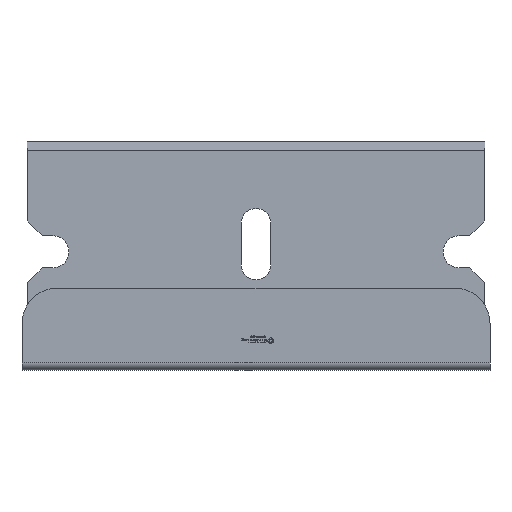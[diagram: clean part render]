
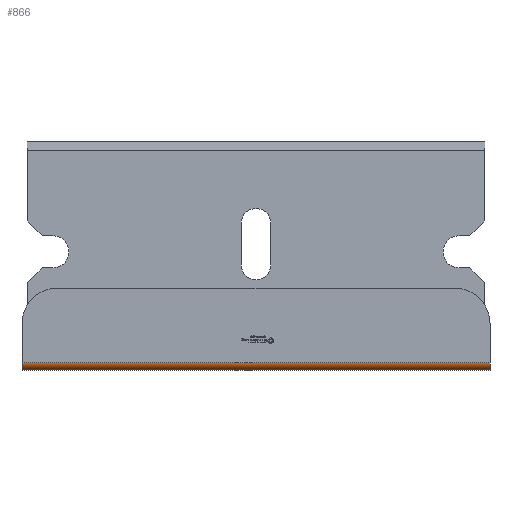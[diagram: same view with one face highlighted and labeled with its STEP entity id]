
A CAD part, top view. The second image highlights one B-rep face of the part: STEP entity #866.
In plain terms, the highlighted cylindrical face has radius 0.6 mm (diameter 1.2 mm), a partial arc.
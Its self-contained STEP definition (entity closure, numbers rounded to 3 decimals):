
#44 = PLANE('',#45);
#45 = AXIS2_PLACEMENT_3D('',#46,#47,#48);
#46 = CARTESIAN_POINT('',(19.7,-15.3,-0.625));
#47 = DIRECTION('',(1.,0.,0.));
#48 = DIRECTION('',(0.,-1.,0.));
#100 = PLANE('',#101);
#101 = AXIS2_PLACEMENT_3D('',#102,#103,#104);
#102 = CARTESIAN_POINT('',(-19.7,-15.3,-0.625));
#103 = DIRECTION('',(1.,0.,0.));
#104 = DIRECTION('',(0.,-1.,0.));
#210 = VERTEX_POINT('',#211);
#211 = CARTESIAN_POINT('',(19.7,-19.2,0.025));
#225 = PLANE('',#226);
#226 = AXIS2_PLACEMENT_3D('',#227,#228,#229);
#227 = CARTESIAN_POINT('',(19.7,-19.2,-0.625));
#228 = DIRECTION('',(0.,-1.,0.));
#229 = DIRECTION('',(-1.,0.,0.));
#288 = VERTEX_POINT('',#289);
#289 = CARTESIAN_POINT('',(19.7,-18.6,0.625));
#303 = PLANE('',#304);
#304 = AXIS2_PLACEMENT_3D('',#305,#306,#307);
#305 = CARTESIAN_POINT('',(0.,-15.87,0.625));
#306 = DIRECTION('',(-0.,-0.,-1.));
#307 = DIRECTION('',(-1.,0.,0.));
#315 = EDGE_CURVE('',#288,#210,#316,.T.);
#316 = SURFACE_CURVE('',#317,(#322,#329),.PCURVE_S1.);
#317 = CIRCLE('',#318,0.6);
#318 = AXIS2_PLACEMENT_3D('',#319,#320,#321);
#319 = CARTESIAN_POINT('',(19.7,-18.6,0.025));
#320 = DIRECTION('',(1.,-0.,0.));
#321 = DIRECTION('',(0.,0.,-1.));
#322 = PCURVE('',#44,#323);
#323 = DEFINITIONAL_REPRESENTATION('',(#324),#328);
#324 = CIRCLE('',#325,0.6);
#325 = AXIS2_PLACEMENT_2D('',#326,#327);
#326 = CARTESIAN_POINT('',(3.3,-0.65));
#327 = DIRECTION('',(0.,1.));
#328 = ( GEOMETRIC_REPRESENTATION_CONTEXT(2) 
PARAMETRIC_REPRESENTATION_CONTEXT() REPRESENTATION_CONTEXT('2D SPACE',''
  ) );
#329 = PCURVE('',#330,#335);
#330 = CYLINDRICAL_SURFACE('',#331,0.6);
#331 = AXIS2_PLACEMENT_3D('',#332,#333,#334);
#332 = CARTESIAN_POINT('',(19.7,-18.6,0.025));
#333 = DIRECTION('',(-1.,0.,0.));
#334 = DIRECTION('',(0.,0.,1.));
#335 = DEFINITIONAL_REPRESENTATION('',(#336),#340);
#336 = LINE('',#337,#338);
#337 = CARTESIAN_POINT('',(3.142,-0.));
#338 = VECTOR('',#339,1.);
#339 = DIRECTION('',(-1.,0.));
#340 = ( GEOMETRIC_REPRESENTATION_CONTEXT(2) 
PARAMETRIC_REPRESENTATION_CONTEXT() REPRESENTATION_CONTEXT('2D SPACE',''
  ) );
#568 = VERTEX_POINT('',#569);
#569 = CARTESIAN_POINT('',(-19.7,-19.2,0.025));
#616 = VERTEX_POINT('',#617);
#617 = CARTESIAN_POINT('',(-19.7,-18.6,0.625));
#638 = EDGE_CURVE('',#616,#568,#639,.T.);
#639 = SURFACE_CURVE('',#640,(#645,#652),.PCURVE_S1.);
#640 = CIRCLE('',#641,0.6);
#641 = AXIS2_PLACEMENT_3D('',#642,#643,#644);
#642 = CARTESIAN_POINT('',(-19.7,-18.6,0.025));
#643 = DIRECTION('',(1.,-0.,0.));
#644 = DIRECTION('',(0.,0.,-1.));
#645 = PCURVE('',#100,#646);
#646 = DEFINITIONAL_REPRESENTATION('',(#647),#651);
#647 = CIRCLE('',#648,0.6);
#648 = AXIS2_PLACEMENT_2D('',#649,#650);
#649 = CARTESIAN_POINT('',(3.3,-0.65));
#650 = DIRECTION('',(0.,1.));
#651 = ( GEOMETRIC_REPRESENTATION_CONTEXT(2) 
PARAMETRIC_REPRESENTATION_CONTEXT() REPRESENTATION_CONTEXT('2D SPACE',''
  ) );
#652 = PCURVE('',#330,#653);
#653 = DEFINITIONAL_REPRESENTATION('',(#654),#658);
#654 = LINE('',#655,#656);
#655 = CARTESIAN_POINT('',(3.142,39.4));
#656 = VECTOR('',#657,1.);
#657 = DIRECTION('',(-1.,0.));
#658 = ( GEOMETRIC_REPRESENTATION_CONTEXT(2) 
PARAMETRIC_REPRESENTATION_CONTEXT() REPRESENTATION_CONTEXT('2D SPACE',''
  ) );
#844 = EDGE_CURVE('',#210,#568,#845,.T.);
#845 = SURFACE_CURVE('',#846,(#850,#857),.PCURVE_S1.);
#846 = LINE('',#847,#848);
#847 = CARTESIAN_POINT('',(19.7,-19.2,0.025));
#848 = VECTOR('',#849,1.);
#849 = DIRECTION('',(-1.,0.,0.));
#850 = PCURVE('',#225,#851);
#851 = DEFINITIONAL_REPRESENTATION('',(#852),#856);
#852 = LINE('',#853,#854);
#853 = CARTESIAN_POINT('',(0.,-0.65));
#854 = VECTOR('',#855,1.);
#855 = DIRECTION('',(1.,0.));
#856 = ( GEOMETRIC_REPRESENTATION_CONTEXT(2) 
PARAMETRIC_REPRESENTATION_CONTEXT() REPRESENTATION_CONTEXT('2D SPACE',''
  ) );
#857 = PCURVE('',#330,#858);
#858 = DEFINITIONAL_REPRESENTATION('',(#859),#863);
#859 = LINE('',#860,#861);
#860 = CARTESIAN_POINT('',(-1.571,0.));
#861 = VECTOR('',#862,1.);
#862 = DIRECTION('',(-0.,1.));
#863 = ( GEOMETRIC_REPRESENTATION_CONTEXT(2) 
PARAMETRIC_REPRESENTATION_CONTEXT() REPRESENTATION_CONTEXT('2D SPACE',''
  ) );
#866 = ADVANCED_FACE('',(#867),#330,.T.);
#867 = FACE_BOUND('',#868,.F.);
#868 = EDGE_LOOP('',(#869,#870,#871,#872));
#869 = ORIENTED_EDGE('',*,*,#315,.T.);
#870 = ORIENTED_EDGE('',*,*,#844,.T.);
#871 = ORIENTED_EDGE('',*,*,#638,.F.);
#872 = ORIENTED_EDGE('',*,*,#873,.F.);
#873 = EDGE_CURVE('',#288,#616,#874,.T.);
#874 = SURFACE_CURVE('',#875,(#879,#886),.PCURVE_S1.);
#875 = LINE('',#876,#877);
#876 = CARTESIAN_POINT('',(19.7,-18.6,0.625));
#877 = VECTOR('',#878,1.);
#878 = DIRECTION('',(-1.,0.,0.));
#879 = PCURVE('',#330,#880);
#880 = DEFINITIONAL_REPRESENTATION('',(#881),#885);
#881 = LINE('',#882,#883);
#882 = CARTESIAN_POINT('',(-0.,0.));
#883 = VECTOR('',#884,1.);
#884 = DIRECTION('',(-0.,1.));
#885 = ( GEOMETRIC_REPRESENTATION_CONTEXT(2) 
PARAMETRIC_REPRESENTATION_CONTEXT() REPRESENTATION_CONTEXT('2D SPACE',''
  ) );
#886 = PCURVE('',#303,#887);
#887 = DEFINITIONAL_REPRESENTATION('',(#888),#892);
#888 = LINE('',#889,#890);
#889 = CARTESIAN_POINT('',(-19.7,-2.73));
#890 = VECTOR('',#891,1.);
#891 = DIRECTION('',(1.,0.));
#892 = ( GEOMETRIC_REPRESENTATION_CONTEXT(2) 
PARAMETRIC_REPRESENTATION_CONTEXT() REPRESENTATION_CONTEXT('2D SPACE',''
  ) );
